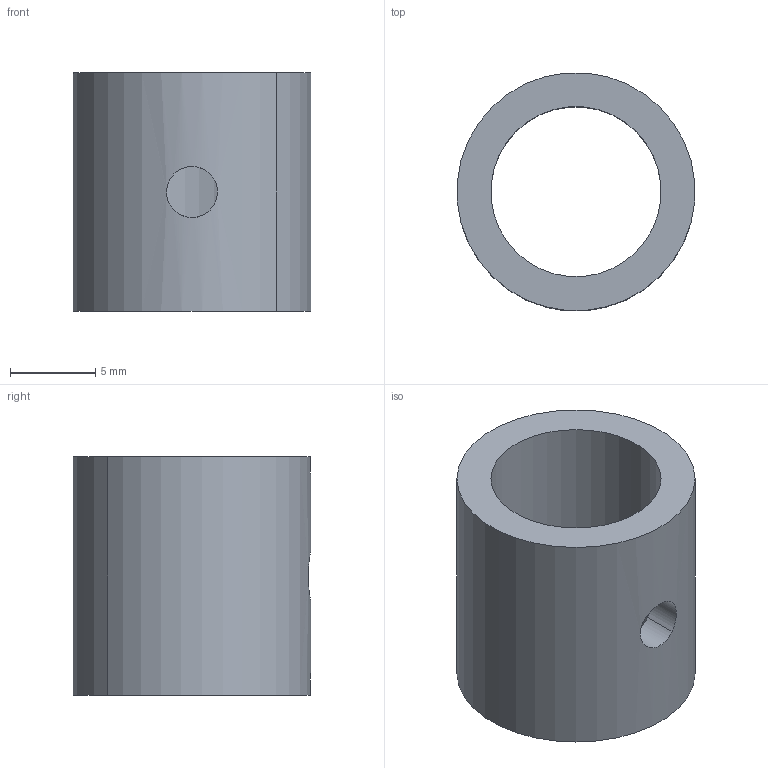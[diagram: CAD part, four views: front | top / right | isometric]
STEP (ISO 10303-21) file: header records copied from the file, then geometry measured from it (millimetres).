
FILE_DESCRIPTION(/* description */ ('VariCAD 2022-1.06 AP-214'),/* implementation_level */ '2;1');
FILE_NAME(/* name */ 'bearing.stp',/* time_stamp */ '2022-06-22T08:40:18-05:00',/* author */ (''),/* organization */ (''),/* preprocessor_version */ 'VariCAD 2022-1.06',/* originating_system */ 'VariCAD 2022-1.06; kernel version (20180118)',/* authorisation */ '');
FILE_SCHEMA(('AUTOMOTIVE_DESIGN'));
Length unit declared in the file: millimetre
Products named in the file (2): bearing
Assembly tree (1 placements, depth 2):
  bearing
    (unnamed)
Bounding box: 13.95 x 13.97 x 14 mm (x, y, z)
Volume: 1040.9 mm3; surface area: 1211.3 mm2
Topology: 1 solids, 1 shells, 8 faces, 18 edges, 12 vertices
Faces by surface type: cylinder 6, plane 2
Entity records: 338 total; most frequent: CARTESIAN_POINT 96, DIRECTION 46, ORIENTED_EDGE 36, AXIS2_PLACEMENT_3D 20, EDGE_CURVE 18, EDGE_LOOP 12, VERTEX_POINT 12, ADVANCED_FACE 8
